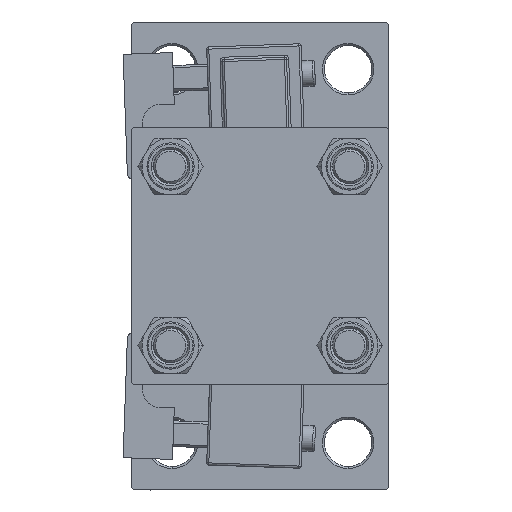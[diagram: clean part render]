
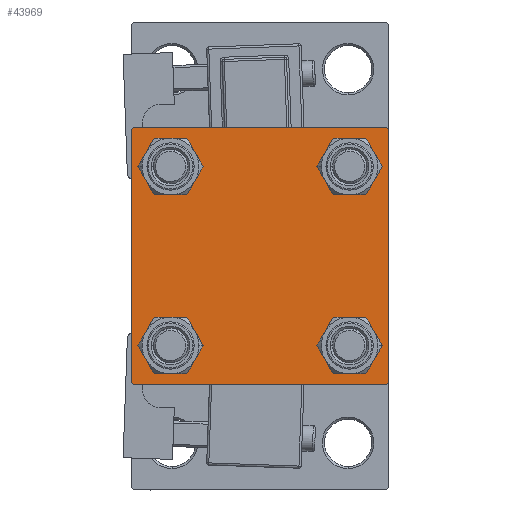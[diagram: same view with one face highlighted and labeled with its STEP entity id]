
A CAD part, left-side view. The second image highlights one B-rep face of the part: STEP entity #43969.
In plain terms, the highlighted planar face has unit normal (-1, 0, 0).
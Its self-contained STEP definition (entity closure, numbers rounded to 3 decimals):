
#610 = VERTEX_POINT ( 'NONE', #31713 ) ;
#705 = CARTESIAN_POINT ( 'NONE',  ( 0., 20.85, 25.35 ) ) ;
#723 = PLANE ( 'NONE',  #5186 ) ;
#725 = VERTEX_POINT ( 'NONE', #22779 ) ;
#814 = VERTEX_POINT ( 'NONE', #43550 ) ;
#1034 = CARTESIAN_POINT ( 'NONE',  ( 0., -30., 29.5 ) ) ;
#1362 = DIRECTION ( 'NONE',  ( 0., 0., 1. ) ) ;
#2032 = CIRCLE ( 'NONE', #44367, 4.5 ) ;
#2279 = VERTEX_POINT ( 'NONE', #35117 ) ;
#2785 = ORIENTED_EDGE ( 'NONE', *, *, #10763, .T. ) ;
#4838 = VECTOR ( 'NONE', #34302, 1000. ) ;
#4884 = FACE_BOUND ( 'NONE', #38971, .T. ) ;
#5033 = CARTESIAN_POINT ( 'NONE',  ( 0., -29.5, -30. ) ) ;
#5186 = AXIS2_PLACEMENT_3D ( 'NONE', #36322, #40742, #12931 ) ;
#5988 = VERTEX_POINT ( 'NONE', #5033 ) ;
#6035 = DIRECTION ( 'NONE',  ( 1., 0., 0. ) ) ;
#6085 = CARTESIAN_POINT ( 'NONE',  ( 0., 29.75, -29.75 ) ) ;
#6527 = DIRECTION ( 'NONE',  ( 0., 0.707, 0.707 ) ) ;
#6614 = VECTOR ( 'NONE', #44382, 1000. ) ;
#6669 = ORIENTED_EDGE ( 'NONE', *, *, #25742, .T. ) ;
#6679 = ORIENTED_EDGE ( 'NONE', *, *, #14158, .T. ) ;
#6882 = VERTEX_POINT ( 'NONE', #25455 ) ;
#8246 = LINE ( 'NONE', #47765, #6614 ) ;
#8956 = VERTEX_POINT ( 'NONE', #35874 ) ;
#9279 = ORIENTED_EDGE ( 'NONE', *, *, #37673, .T. ) ;
#9406 = DIRECTION ( 'NONE',  ( 0., 0., 1. ) ) ;
#9503 = ORIENTED_EDGE ( 'NONE', *, *, #39920, .T. ) ;
#9872 = LINE ( 'NONE', #22095, #4838 ) ;
#10559 = CARTESIAN_POINT ( 'NONE',  ( 0., -29.5, 30. ) ) ;
#10650 = EDGE_LOOP ( 'NONE', ( #9503, #6679, #49286, #25704, #14966, #20504, #47041, #9279 ) ) ;
#10763 = EDGE_CURVE ( 'NONE', #14862, #51111, #13336, .T. ) ;
#10963 = EDGE_LOOP ( 'NONE', ( #35093, #32343 ) ) ;
#12673 = FACE_BOUND ( 'NONE', #16251, .T. ) ;
#12784 = CARTESIAN_POINT ( 'NONE',  ( 0., 30., 29.5 ) ) ;
#12931 = DIRECTION ( 'NONE',  ( 0., 0., 1. ) ) ;
#13336 = CIRCLE ( 'NONE', #22476, 4.5 ) ;
#13581 = DIRECTION ( 'NONE',  ( 1., 0., 0. ) ) ;
#13764 = DIRECTION ( 'NONE',  ( 1., 0., 0. ) ) ;
#13875 = LINE ( 'NONE', #6085, #20126 ) ;
#14083 = DIRECTION ( 'NONE',  ( 0., 0., 1. ) ) ;
#14144 = DIRECTION ( 'NONE',  ( 0., -1., 0. ) ) ;
#14158 = EDGE_CURVE ( 'NONE', #6882, #725, #13875, .T. ) ;
#14595 = CARTESIAN_POINT ( 'NONE',  ( 0., 20.85, -20.85 ) ) ;
#14845 = LINE ( 'NONE', #26562, #50164 ) ;
#14862 = VERTEX_POINT ( 'NONE', #705 ) ;
#14966 = ORIENTED_EDGE ( 'NONE', *, *, #34829, .F. ) ;
#15498 = VERTEX_POINT ( 'NONE', #12784 ) ;
#16251 = EDGE_LOOP ( 'NONE', ( #2785, #20806 ) ) ;
#17088 = FACE_OUTER_BOUND ( 'NONE', #10650, .T. ) ;
#18207 = CARTESIAN_POINT ( 'NONE',  ( 0., -20.85, 20.85 ) ) ;
#18429 = DIRECTION ( 'NONE',  ( 0., 0., 1. ) ) ;
#18491 = DIRECTION ( 'NONE',  ( 0., 0., 1. ) ) ;
#18501 = VECTOR ( 'NONE', #46405, 1000. ) ;
#18546 = CIRCLE ( 'NONE', #38464, 4.5 ) ;
#19083 = LINE ( 'NONE', #22217, #19891 ) ;
#19891 = VECTOR ( 'NONE', #14144, 1000. ) ;
#20126 = VECTOR ( 'NONE', #33371, 1000. ) ;
#20504 = ORIENTED_EDGE ( 'NONE', *, *, #22578, .T. ) ;
#20806 = ORIENTED_EDGE ( 'NONE', *, *, #23469, .T. ) ;
#21155 = VERTEX_POINT ( 'NONE', #45276 ) ;
#21332 = ORIENTED_EDGE ( 'NONE', *, *, #25755, .T. ) ;
#21678 = CARTESIAN_POINT ( 'NONE',  ( 0., 20.85, 16.35 ) ) ;
#21793 = VERTEX_POINT ( 'NONE', #10559 ) ;
#21972 = DIRECTION ( 'NONE',  ( 1., 0., 0. ) ) ;
#22095 = CARTESIAN_POINT ( 'NONE',  ( 0., 29.75, 29.75 ) ) ;
#22131 = EDGE_LOOP ( 'NONE', ( #41179, #6669 ) ) ;
#22151 = CARTESIAN_POINT ( 'NONE',  ( 0., -20.85, -20.85 ) ) ;
#22217 = CARTESIAN_POINT ( 'NONE',  ( 0., 30., 30. ) ) ;
#22262 = CIRCLE ( 'NONE', #51294, 4.5 ) ;
#22288 = VECTOR ( 'NONE', #51290, 1000. ) ;
#22438 = CIRCLE ( 'NONE', #33219, 4.5 ) ;
#22476 = AXIS2_PLACEMENT_3D ( 'NONE', #34611, #45799, #18491 ) ;
#22578 = EDGE_CURVE ( 'NONE', #42779, #21793, #14845, .T. ) ;
#22779 = CARTESIAN_POINT ( 'NONE',  ( 0., 29.5, -30. ) ) ;
#23190 = AXIS2_PLACEMENT_3D ( 'NONE', #45221, #13764, #18429 ) ;
#23469 = EDGE_CURVE ( 'NONE', #51111, #14862, #36085, .T. ) ;
#23598 = LINE ( 'NONE', #43856, #36372 ) ;
#24648 = FACE_BOUND ( 'NONE', #22131, .T. ) ;
#25099 = CARTESIAN_POINT ( 'NONE',  ( 0., -20.85, -20.85 ) ) ;
#25455 = CARTESIAN_POINT ( 'NONE',  ( 0., 30., -29.5 ) ) ;
#25704 = ORIENTED_EDGE ( 'NONE', *, *, #46568, .T. ) ;
#25742 = EDGE_CURVE ( 'NONE', #814, #8956, #33570, .T. ) ;
#25755 = EDGE_CURVE ( 'NONE', #21155, #47648, #2032, .T. ) ;
#26562 = CARTESIAN_POINT ( 'NONE',  ( 0., -29.75, 29.75 ) ) ;
#29434 = DIRECTION ( 'NONE',  ( 1., 0., 0. ) ) ;
#30300 = LINE ( 'NONE', #34969, #18501 ) ;
#30531 = CARTESIAN_POINT ( 'NONE',  ( 0., -20.85, 25.35 ) ) ;
#31286 = LINE ( 'NONE', #50786, #22288 ) ;
#31438 = ORIENTED_EDGE ( 'NONE', *, *, #36668, .T. ) ;
#31713 = CARTESIAN_POINT ( 'NONE',  ( 0., 29.5, 30. ) ) ;
#32185 = VERTEX_POINT ( 'NONE', #37965 ) ;
#32343 = ORIENTED_EDGE ( 'NONE', *, *, #33462, .T. ) ;
#33219 = AXIS2_PLACEMENT_3D ( 'NONE', #25099, #21972, #37817 ) ;
#33371 = DIRECTION ( 'NONE',  ( 0., -0.707, -0.707 ) ) ;
#33462 = EDGE_CURVE ( 'NONE', #2279, #44360, #22262, .T. ) ;
#33570 = CIRCLE ( 'NONE', #46857, 4.5 ) ;
#33847 = DIRECTION ( 'NONE',  ( 1., 0., 0. ) ) ;
#34068 = DIRECTION ( 'NONE',  ( 0., 0., 1. ) ) ;
#34302 = DIRECTION ( 'NONE',  ( 0., 0.707, -0.707 ) ) ;
#34611 = CARTESIAN_POINT ( 'NONE',  ( 0., 20.85, 20.85 ) ) ;
#34829 = EDGE_CURVE ( 'NONE', #42779, #32185, #23598, .T. ) ;
#34969 = CARTESIAN_POINT ( 'NONE',  ( 0., -29.75, -29.75 ) ) ;
#35093 = ORIENTED_EDGE ( 'NONE', *, *, #44665, .T. ) ;
#35117 = CARTESIAN_POINT ( 'NONE',  ( 0., -20.85, 16.35 ) ) ;
#35874 = CARTESIAN_POINT ( 'NONE',  ( 0., -20.85, -16.35 ) ) ;
#36085 = CIRCLE ( 'NONE', #43552, 4.5 ) ;
#36322 = CARTESIAN_POINT ( 'NONE',  ( 0., 0., 0. ) ) ;
#36372 = VECTOR ( 'NONE', #51145, 1000. ) ;
#36668 = EDGE_CURVE ( 'NONE', #47648, #21155, #45599, .T. ) ;
#37143 = EDGE_CURVE ( 'NONE', #725, #5988, #31286, .T. ) ;
#37673 = EDGE_CURVE ( 'NONE', #610, #15498, #9872, .T. ) ;
#37817 = DIRECTION ( 'NONE',  ( 0., 0., 1. ) ) ;
#37965 = CARTESIAN_POINT ( 'NONE',  ( 0., -30., -29.5 ) ) ;
#37995 = DIRECTION ( 'NONE',  ( 0., 0., 1. ) ) ;
#38216 = DIRECTION ( 'NONE',  ( 1., 0., 0. ) ) ;
#38464 = AXIS2_PLACEMENT_3D ( 'NONE', #49204, #13581, #1362 ) ;
#38971 = EDGE_LOOP ( 'NONE', ( #21332, #31438 ) ) ;
#39920 = EDGE_CURVE ( 'NONE', #15498, #6882, #8246, .T. ) ;
#40507 = EDGE_CURVE ( 'NONE', #610, #21793, #19083, .T. ) ;
#40742 = DIRECTION ( 'NONE',  ( -1., 0., 0. ) ) ;
#41179 = ORIENTED_EDGE ( 'NONE', *, *, #41446, .T. ) ;
#41446 = EDGE_CURVE ( 'NONE', #8956, #814, #22438, .T. ) ;
#42711 = CARTESIAN_POINT ( 'NONE',  ( 0., 20.85, -25.35 ) ) ;
#42779 = VERTEX_POINT ( 'NONE', #1034 ) ;
#43550 = CARTESIAN_POINT ( 'NONE',  ( 0., -20.85, -25.35 ) ) ;
#43552 = AXIS2_PLACEMENT_3D ( 'NONE', #49451, #29434, #9406 ) ;
#43856 = CARTESIAN_POINT ( 'NONE',  ( 0., -30., 30. ) ) ;
#43969 = ADVANCED_FACE ( 'NONE', ( #49066, #24648, #4884, #12673, #17088 ), #723, .T. ) ;
#44360 = VERTEX_POINT ( 'NONE', #30531 ) ;
#44367 = AXIS2_PLACEMENT_3D ( 'NONE', #14595, #33847, #14083 ) ;
#44382 = DIRECTION ( 'NONE',  ( 0., 0., -1. ) ) ;
#44665 = EDGE_CURVE ( 'NONE', #44360, #2279, #18546, .T. ) ;
#45221 = CARTESIAN_POINT ( 'NONE',  ( 0., 20.85, -20.85 ) ) ;
#45276 = CARTESIAN_POINT ( 'NONE',  ( 0., 20.85, -16.35 ) ) ;
#45599 = CIRCLE ( 'NONE', #23190, 4.5 ) ;
#45799 = DIRECTION ( 'NONE',  ( 1., 0., 0. ) ) ;
#46405 = DIRECTION ( 'NONE',  ( 0., -0.707, 0.707 ) ) ;
#46568 = EDGE_CURVE ( 'NONE', #5988, #32185, #30300, .T. ) ;
#46857 = AXIS2_PLACEMENT_3D ( 'NONE', #22151, #6035, #37995 ) ;
#47041 = ORIENTED_EDGE ( 'NONE', *, *, #40507, .F. ) ;
#47648 = VERTEX_POINT ( 'NONE', #42711 ) ;
#47765 = CARTESIAN_POINT ( 'NONE',  ( 0., 30., 30. ) ) ;
#49066 = FACE_BOUND ( 'NONE', #10963, .T. ) ;
#49204 = CARTESIAN_POINT ( 'NONE',  ( 0., -20.85, 20.85 ) ) ;
#49286 = ORIENTED_EDGE ( 'NONE', *, *, #37143, .T. ) ;
#49451 = CARTESIAN_POINT ( 'NONE',  ( 0., 20.85, 20.85 ) ) ;
#50164 = VECTOR ( 'NONE', #6527, 1000. ) ;
#50786 = CARTESIAN_POINT ( 'NONE',  ( 0., 30., -30. ) ) ;
#51111 = VERTEX_POINT ( 'NONE', #21678 ) ;
#51145 = DIRECTION ( 'NONE',  ( 0., 0., -1. ) ) ;
#51290 = DIRECTION ( 'NONE',  ( 0., -1., 0. ) ) ;
#51294 = AXIS2_PLACEMENT_3D ( 'NONE', #18207, #38216, #34068 ) ;
